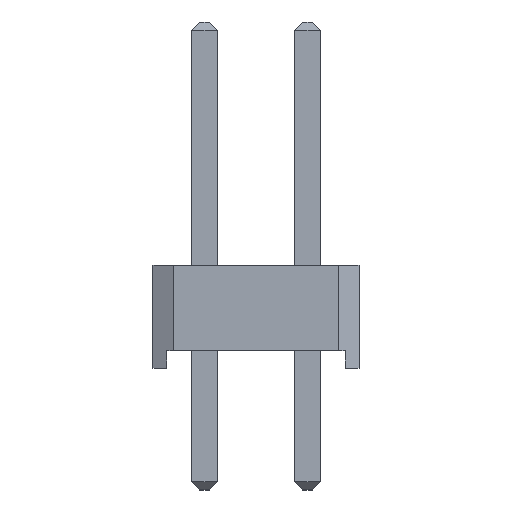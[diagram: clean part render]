
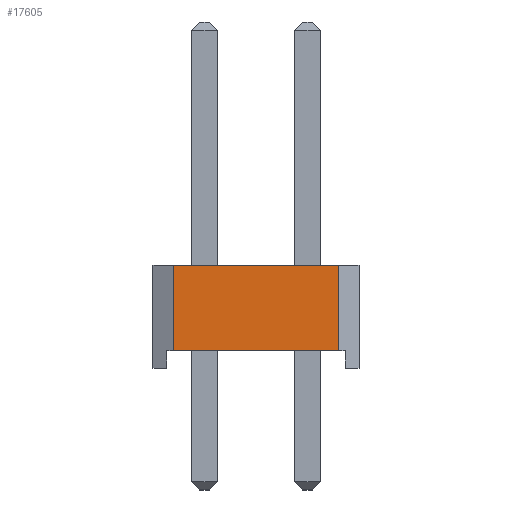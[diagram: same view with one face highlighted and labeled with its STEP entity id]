
A CAD part, front view. The second image highlights one B-rep face of the part: STEP entity #17605.
In plain terms, the highlighted face is planar.
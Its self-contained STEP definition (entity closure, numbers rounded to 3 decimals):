
#668=ORIENTED_EDGE('',*,*,#4040,.T.);
#669=ORIENTED_EDGE('',*,*,#3812,.T.);
#670=ORIENTED_EDGE('',*,*,#4041,.F.);
#671=ORIENTED_EDGE('',*,*,#3927,.F.);
#3812=EDGE_CURVE('',#5578,#5579,#6670,.T.);
#3927=EDGE_CURVE('',#5612,#5613,#6785,.T.);
#4040=EDGE_CURVE('',#5612,#5578,#6898,.T.);
#4041=EDGE_CURVE('',#5613,#5579,#6899,.T.);
#5578=VERTEX_POINT('',#22793);
#5579=VERTEX_POINT('',#22794);
#5612=VERTEX_POINT('',#22973);
#5613=VERTEX_POINT('',#22975);
#6670=LINE('',#22792,#8436);
#6785=LINE('',#22974,#8551);
#6898=LINE('',#23153,#8664);
#6899=LINE('',#23154,#8665);
#8436=VECTOR('',#19352,1000.);
#8551=VECTOR('',#19531,1000.);
#8664=VECTOR('',#19710,1000.);
#8665=VECTOR('',#19711,1000.);
#10075=EDGE_LOOP('',(#668,#669,#670,#671));
#10879=FACE_BOUND('',#10075,.T.);
#11683=PLANE('',#18352);
#17605=ADVANCED_FACE('',(#10879),#11683,.F.);
#18352=AXIS2_PLACEMENT_3D('',#23152,#19708,#19709);
#19352=DIRECTION('',(0.,1.,0.));
#19531=DIRECTION('',(0.,1.,0.));
#19708=DIRECTION('',(-1.,0.,0.));
#19709=DIRECTION('',(0.,0.,1.));
#19710=DIRECTION('',(0.,0.,-1.));
#19711=DIRECTION('',(0.,0.,-1.));
#22792=CARTESIAN_POINT('',(20.32,0.,-3.31));
#22793=CARTESIAN_POINT('',(20.32,-0.832,-3.31));
#22794=CARTESIAN_POINT('',(20.32,1.27,-3.31));
#22973=CARTESIAN_POINT('',(20.32,-0.832,0.77));
#22974=CARTESIAN_POINT('',(20.32,0.,0.77));
#22975=CARTESIAN_POINT('',(20.32,1.27,0.77));
#23152=CARTESIAN_POINT('',(20.32,0.,0.));
#23153=CARTESIAN_POINT('',(20.32,-0.832,0.93));
#23154=CARTESIAN_POINT('',(20.32,1.27,1.27));
